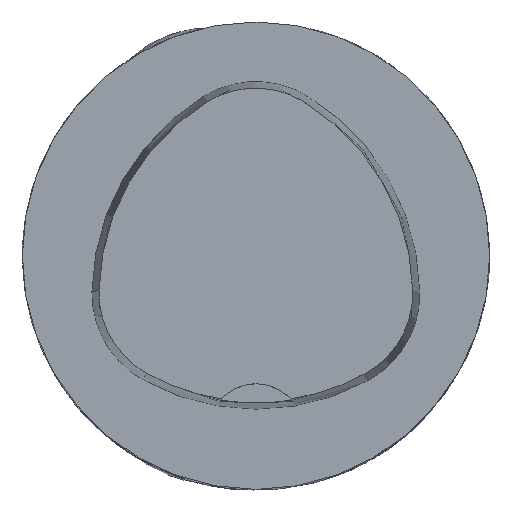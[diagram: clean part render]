
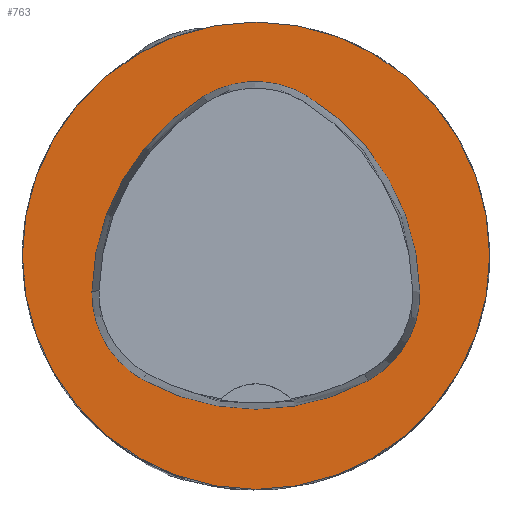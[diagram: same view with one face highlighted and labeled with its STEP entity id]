
A CAD part, top view. The second image highlights one B-rep face of the part: STEP entity #763.
In plain terms, the highlighted planar face has unit normal (0, 0, 1).
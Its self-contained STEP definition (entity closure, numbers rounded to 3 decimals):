
#118=PLANE('',#6726);
#674=FACE_BOUND('',#1486,.T.);
#675=FACE_BOUND('',#1487,.T.);
#763=ADVANCED_FACE('',(#674,#675),#118,.T.);
#1486=EDGE_LOOP('',(#3174,#3175,#3176,#3177,#3178,#3179));
#1487=EDGE_LOOP('',(#3180));
#3174=ORIENTED_EDGE('',*,*,#5731,.T.);
#3175=ORIENTED_EDGE('',*,*,#5711,.T.);
#3176=ORIENTED_EDGE('',*,*,#5715,.T.);
#3177=ORIENTED_EDGE('',*,*,#5718,.T.);
#3178=ORIENTED_EDGE('',*,*,#5721,.T.);
#3179=ORIENTED_EDGE('',*,*,#5729,.T.);
#3180=ORIENTED_EDGE('',*,*,#5455,.F.);
#4802=VERTEX_POINT('',#8974);
#5053=VERTEX_POINT('',#9569);
#5054=VERTEX_POINT('',#9570);
#5057=VERTEX_POINT('',#9578);
#5059=VERTEX_POINT('',#9584);
#5061=VERTEX_POINT('',#9590);
#5068=VERTEX_POINT('',#9611);
#5455=EDGE_CURVE('',#4802,#4802,#6401,.T.);
#5711=EDGE_CURVE('',#5053,#5054,#6466,.T.);
#5715=EDGE_CURVE('',#5054,#5057,#6468,.T.);
#5718=EDGE_CURVE('',#5057,#5059,#6470,.T.);
#5721=EDGE_CURVE('',#5059,#5061,#6472,.T.);
#5729=EDGE_CURVE('',#5061,#5068,#6476,.T.);
#5731=EDGE_CURVE('',#5068,#5053,#6478,.T.);
#6401=CIRCLE('',#6612,20.);
#6466=CIRCLE('',#6704,20.);
#6468=CIRCLE('',#6707,8.5);
#6470=CIRCLE('',#6710,20.);
#6472=CIRCLE('',#6713,8.5);
#6476=CIRCLE('',#6718,20.);
#6478=CIRCLE('',#6721,8.5);
#6612=AXIS2_PLACEMENT_3D('',#8973,#7196,#7197);
#6704=AXIS2_PLACEMENT_3D('',#9568,#7548,#7549);
#6707=AXIS2_PLACEMENT_3D('',#9577,#7556,#7557);
#6710=AXIS2_PLACEMENT_3D('',#9583,#7563,#7564);
#6713=AXIS2_PLACEMENT_3D('',#9589,#7570,#7571);
#6718=AXIS2_PLACEMENT_3D('',#9612,#7582,#7583);
#6721=AXIS2_PLACEMENT_3D('',#9615,#7588,#7589);
#6726=AXIS2_PLACEMENT_3D('',#9620,#7598,#7599);
#7196=DIRECTION('',(0.,0.,-1.));
#7197=DIRECTION('',(-1.,0.,0.));
#7548=DIRECTION('',(0.,0.,-1.));
#7549=DIRECTION('',(-1.,0.,0.));
#7556=DIRECTION('',(0.,0.,-1.));
#7557=DIRECTION('',(-1.,0.,0.));
#7563=DIRECTION('',(0.,0.,-1.));
#7564=DIRECTION('',(-1.,0.,0.));
#7570=DIRECTION('',(0.,0.,-1.));
#7571=DIRECTION('',(-1.,0.,0.));
#7582=DIRECTION('',(0.,0.,-1.));
#7583=DIRECTION('',(-1.,0.,0.));
#7588=DIRECTION('',(0.,0.,-1.));
#7589=DIRECTION('',(-1.,0.,0.));
#7598=DIRECTION('',(0.,0.,1.));
#7599=DIRECTION('',(1.,0.,0.));
#8973=CARTESIAN_POINT('',(0.,0.,0.));
#8974=CARTESIAN_POINT('',(-20.,0.,0.));
#9568=CARTESIAN_POINT('',(5.955,-3.414,0.));
#9569=CARTESIAN_POINT('',(-14.041,-3.042,0.));
#9570=CARTESIAN_POINT('',(-4.472,13.653,0.));
#9577=CARTESIAN_POINT('',(-0.04,6.4,0.));
#9578=CARTESIAN_POINT('',(4.347,13.68,0.));
#9583=CARTESIAN_POINT('',(-5.976,-3.45,0.));
#9584=CARTESIAN_POINT('',(14.021,-3.075,0.));
#9589=CARTESIAN_POINT('',(5.522,-3.235,0.));
#9590=CARTESIAN_POINT('',(9.588,-10.699,0.));
#9611=CARTESIAN_POINT('',(-9.655,-10.639,0.));
#9612=CARTESIAN_POINT('',(0.022,6.864,0.));
#9615=CARTESIAN_POINT('',(-5.543,-3.2,0.));
#9620=CARTESIAN_POINT('',(0.,0.,0.));
